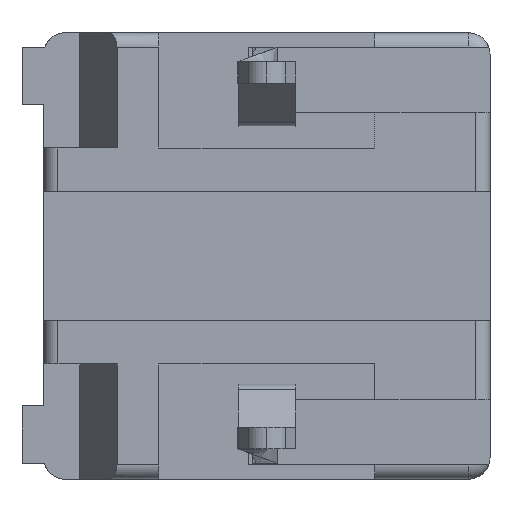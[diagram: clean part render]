
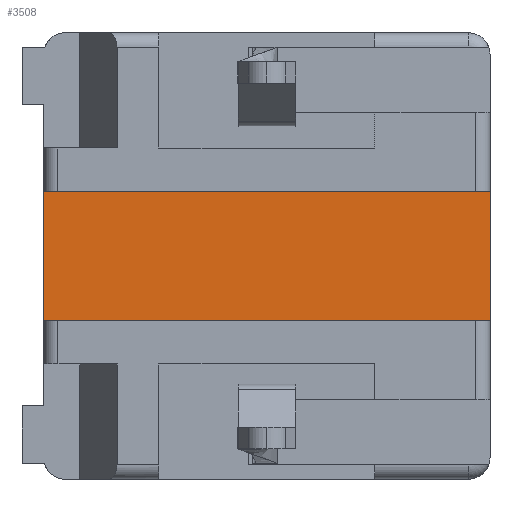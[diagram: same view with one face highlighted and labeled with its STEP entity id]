
A CAD part, front view. The second image highlights one B-rep face of the part: STEP entity #3508.
In plain terms, the highlighted planar face has unit normal (0, -1, 0).
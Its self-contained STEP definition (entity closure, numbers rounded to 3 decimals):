
#191 = CARTESIAN_POINT ( 'NONE',  ( 3.1, 0.4, -2.2 ) ) ;
#253 = CARTESIAN_POINT ( 'NONE',  ( -3.1, 0.4, -2.2 ) ) ;
#283 = CARTESIAN_POINT ( 'NONE',  ( -3.1, 0.4, -4. ) ) ;
#354 = CARTESIAN_POINT ( 'NONE',  ( 3.1, 0.4, -4. ) ) ;
#667 = DIRECTION ( 'NONE',  ( -1., 0., 0. ) ) ;
#671 = CARTESIAN_POINT ( 'NONE',  ( 3.1, 0.4, -2.2 ) ) ;
#791 = CARTESIAN_POINT ( 'NONE',  ( 3.1, 0.4, -4. ) ) ;
#800 = DIRECTION ( 'NONE',  ( 0., 0., 1. ) ) ;
#803 = PLANE ( 'NONE',  #2862 ) ;
#815 = CARTESIAN_POINT ( 'NONE',  ( 3.1, 0.4, -4. ) ) ;
#848 = CARTESIAN_POINT ( 'NONE',  ( -3.1, 0.4, -4. ) ) ;
#849 = DIRECTION ( 'NONE',  ( 0., 0., -1. ) ) ;
#949 = DIRECTION ( 'NONE',  ( -1., 0., 0. ) ) ;
#950 = DIRECTION ( 'NONE',  ( 0., -1., 0. ) ) ;
#1012 = CARTESIAN_POINT ( 'NONE',  ( 3.1, 0.4, -4. ) ) ;
#1013 = DIRECTION ( 'NONE',  ( 1., 0., 0. ) ) ;
#1446 = ORIENTED_EDGE ( 'NONE', *, *, #3533, .T. ) ;
#1470 = ORIENTED_EDGE ( 'NONE', *, *, #3464, .T. ) ;
#2186 = ORIENTED_EDGE ( 'NONE', *, *, #3584, .T. ) ;
#2223 = VERTEX_POINT ( 'NONE', #191 ) ;
#2311 = VERTEX_POINT ( 'NONE', #253 ) ;
#2339 = VERTEX_POINT ( 'NONE', #283 ) ;
#2406 = VERTEX_POINT ( 'NONE', #354 ) ;
#2792 = VECTOR ( 'NONE', #667, 1000. ) ;
#2862 = AXIS2_PLACEMENT_3D ( 'NONE', #815, #950, #949 ) ;
#2869 = VECTOR ( 'NONE', #800, 1000. ) ;
#2879 = VECTOR ( 'NONE', #849, 1000. ) ;
#3041 = VECTOR ( 'NONE', #1013, 1000. ) ;
#3464 = EDGE_CURVE ( 'NONE', #2223, #2311, #4925, .T. ) ;
#3502 = EDGE_CURVE ( 'NONE', #2406, #2223, #5018, .T. ) ;
#3508 = ADVANCED_FACE ( 'NONE', ( #5039 ), #803, .T. ) ;
#3533 = EDGE_CURVE ( 'NONE', #2311, #2339, #5006, .T. ) ;
#3584 = EDGE_CURVE ( 'NONE', #2339, #2406, #4507, .T. ) ;
#4210 = ORIENTED_EDGE ( 'NONE', *, *, #3502, .T. ) ;
#4507 = LINE ( 'NONE', #1012, #3041 ) ;
#4872 = EDGE_LOOP ( 'NONE', ( #4210, #1470, #1446, #2186 ) ) ;
#4925 = LINE ( 'NONE', #671, #2792 ) ;
#5006 = LINE ( 'NONE', #848, #2879 ) ;
#5018 = LINE ( 'NONE', #791, #2869 ) ;
#5039 = FACE_OUTER_BOUND ( 'NONE', #4872, .T. ) ;
